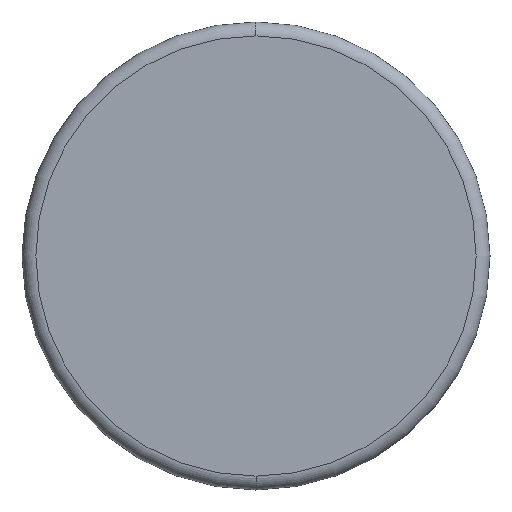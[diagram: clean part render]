
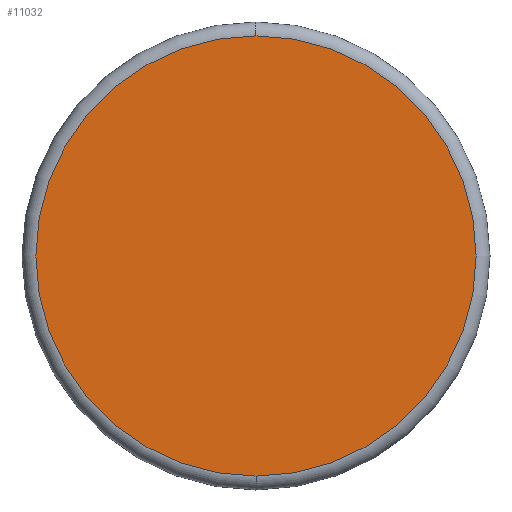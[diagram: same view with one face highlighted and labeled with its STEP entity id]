
A CAD part, left-side view. The second image highlights one B-rep face of the part: STEP entity #11032.
In plain terms, the highlighted planar face has unit normal (-1, 0, 0).
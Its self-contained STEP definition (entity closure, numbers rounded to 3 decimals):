
#689 = DIRECTION ( 'NONE',  ( 0., 0., -1. ) ) ;
#819 = DIRECTION ( 'NONE',  ( -1., 0., 0. ) ) ;
#1605 = CIRCLE ( 'NONE', #1996, 15.85 ) ;
#1747 = DIRECTION ( 'NONE',  ( 0., 0., -1. ) ) ;
#1996 = AXIS2_PLACEMENT_3D ( 'NONE', #5591, #10057, #1747 ) ;
#2651 = AXIS2_PLACEMENT_3D ( 'NONE', #11869, #3346, #689 ) ;
#2740 = DIRECTION ( 'NONE',  ( 0., 0., -1. ) ) ;
#3346 = DIRECTION ( 'NONE',  ( 1., 0., 0. ) ) ;
#3349 = CARTESIAN_POINT ( 'NONE',  ( 8.684, 0., 15.85 ) ) ;
#4263 = VERTEX_POINT ( 'NONE', #11047 ) ;
#4608 = EDGE_CURVE ( 'NONE', #6165, #4263, #11485, .T. ) ;
#4635 = EDGE_CURVE ( 'NONE', #4263, #6165, #1605, .T. ) ;
#5591 = CARTESIAN_POINT ( 'NONE',  ( 8.684, 0., 0. ) ) ;
#6165 = VERTEX_POINT ( 'NONE', #3349 ) ;
#7150 = AXIS2_PLACEMENT_3D ( 'NONE', #11213, #819, #2740 ) ;
#8658 = ORIENTED_EDGE ( 'NONE', *, *, #4635, .T. ) ;
#8782 = EDGE_LOOP ( 'NONE', ( #8658, #8898 ) ) ;
#8898 = ORIENTED_EDGE ( 'NONE', *, *, #4608, .T. ) ;
#9040 = FACE_OUTER_BOUND ( 'NONE', #8782, .T. ) ;
#10057 = DIRECTION ( 'NONE',  ( -1., 0., 0. ) ) ;
#10836 = PLANE ( 'NONE',  #2651 ) ;
#11032 = ADVANCED_FACE ( 'NONE', ( #9040 ), #10836, .F. ) ;
#11047 = CARTESIAN_POINT ( 'NONE',  ( 8.684, 0., -15.85 ) ) ;
#11213 = CARTESIAN_POINT ( 'NONE',  ( 8.684, 0., 0. ) ) ;
#11485 = CIRCLE ( 'NONE', #7150, 15.85 ) ;
#11869 = CARTESIAN_POINT ( 'NONE',  ( 8.684, 0., 0. ) ) ;
